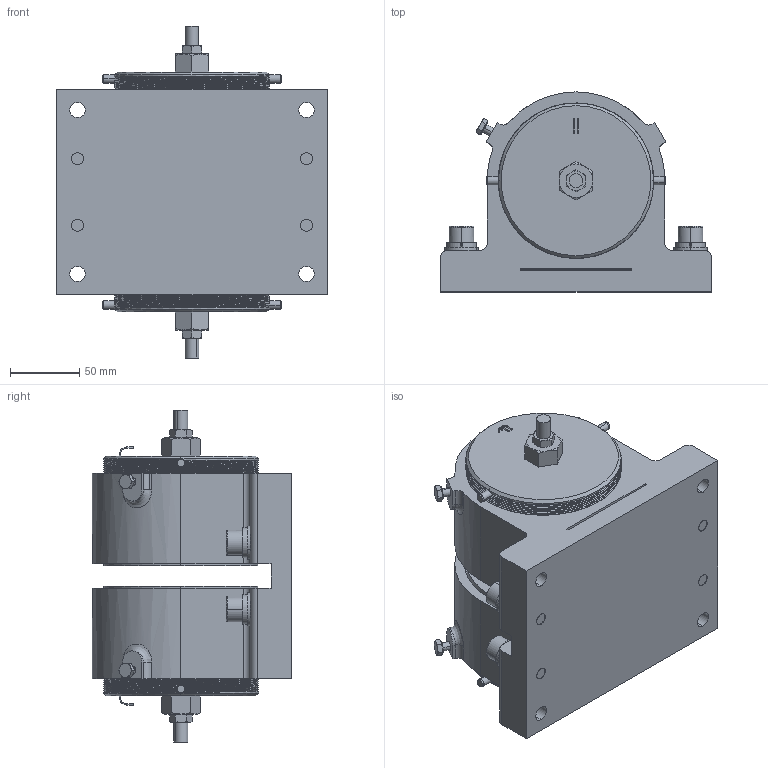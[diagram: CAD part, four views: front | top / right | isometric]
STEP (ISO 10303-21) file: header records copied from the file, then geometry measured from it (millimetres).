
FILE_DESCRIPTION (( 'STEP AP203' ), '1' );
FILE_NAME ('NGDB-100(Web—p).STEP', '2025-12-16T04:08:22', ( '' ), ( '' ), 'SwSTEP 2.0', 'SolidWorks 2024', '' );
FILE_SCHEMA (( 'CONFIG_CONTROL_DESIGN' ));
Products named in the file (1): NGDB-100(Web用)
Bounding box: 195 x 144 x 239.2 mm (x, y, z)
Volume: 2717439.7 mm3; surface area: 294500.6 mm2
Topology: 1 solids, 1 shells, 676 faces, 1668 edges, 1038 vertices
Faces by surface type: plane 254, cylinder 232, cone 108, bspline 54, torus 28
Entity records: 77423 total; most frequent: CARTESIAN_POINT 61853, ORIENTED_EDGE 3320, DIRECTION 3178, EDGE_CURVE 1660, AXIS2_PLACEMENT_3D 1261, VERTEX_POINT 1038, EDGE_LOOP 756, FACE_OUTER_BOUND 676
